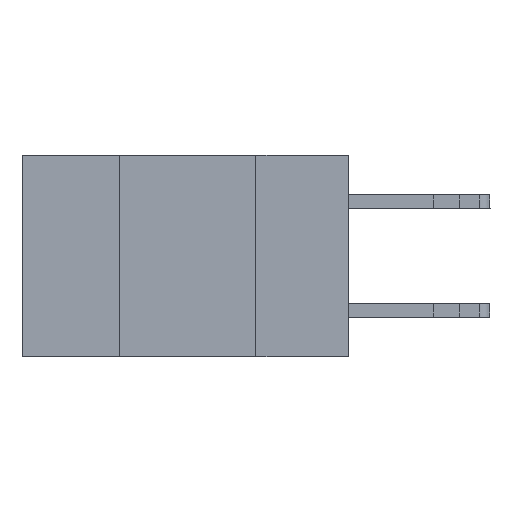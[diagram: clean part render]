
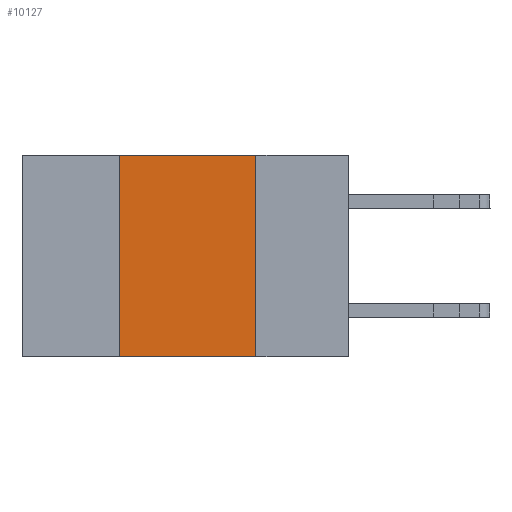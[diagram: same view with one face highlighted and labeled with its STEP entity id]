
A CAD part, left-side view. The second image highlights one B-rep face of the part: STEP entity #10127.
In plain terms, the highlighted planar face has unit normal (-1, 0, 0).
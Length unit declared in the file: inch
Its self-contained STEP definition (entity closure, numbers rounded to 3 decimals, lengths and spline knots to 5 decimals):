
#2767 = EDGE_LOOP ( 'NONE', ( #10903, #10237, #8704, #5332 ) ) ;
#2974 = CARTESIAN_POINT ( 'NONE',  ( 0., 0.6, -0.37 ) ) ;
#3051 = CARTESIAN_POINT ( 'NONE',  ( 0., 0.17, 0. ) ) ;
#3135 = CARTESIAN_POINT ( 'NONE',  ( 0., 0.17, -0.37 ) ) ;
#3398 = EDGE_CURVE ( 'NONE', #7595, #12155, #7430, .T. ) ;
#3421 = DIRECTION ( 'NONE',  ( 0., -1., 0. ) ) ;
#3684 = EDGE_CURVE ( 'NONE', #11098, #6812, #4035, .T. ) ;
#4000 = LINE ( 'NONE', #3051, #10635 ) ;
#4035 = LINE ( 'NONE', #2974, #11673 ) ;
#4435 = PLANE ( 'NONE',  #12069 ) ;
#4741 = CARTESIAN_POINT ( 'NONE',  ( 0., 0.42, 0. ) ) ;
#5165 = VECTOR ( 'NONE', #3421, 39.37008 ) ;
#5332 = ORIENTED_EDGE ( 'NONE', *, *, #3684, .T. ) ;
#6812 = VERTEX_POINT ( 'NONE', #3135 ) ;
#6911 = DIRECTION ( 'NONE',  ( 0., 0., -1. ) ) ;
#7297 = EDGE_CURVE ( 'NONE', #12155, #6812, #4000, .T. ) ;
#7374 = VECTOR ( 'NONE', #11108, 39.37008 ) ;
#7430 = LINE ( 'NONE', #10363, #5165 ) ;
#7595 = VERTEX_POINT ( 'NONE', #4741 ) ;
#8052 = EDGE_CURVE ( 'NONE', #11098, #7595, #8163, .T. ) ;
#8094 = CARTESIAN_POINT ( 'NONE',  ( 0., 0.6, 0. ) ) ;
#8163 = LINE ( 'NONE', #12115, #7374 ) ;
#8228 = DIRECTION ( 'NONE',  ( 1., 0., 0. ) ) ;
#8704 = ORIENTED_EDGE ( 'NONE', *, *, #8052, .F. ) ;
#9456 = CARTESIAN_POINT ( 'NONE',  ( 0., 0.42, -0.37 ) ) ;
#9918 = CARTESIAN_POINT ( 'NONE',  ( 0., 0.17, 0. ) ) ;
#10127 = ADVANCED_FACE ( 'NONE', ( #10713 ), #4435, .F. ) ;
#10237 = ORIENTED_EDGE ( 'NONE', *, *, #3398, .F. ) ;
#10363 = CARTESIAN_POINT ( 'NONE',  ( 0., 0.6, 0. ) ) ;
#10635 = VECTOR ( 'NONE', #6911, 39.37008 ) ;
#10713 = FACE_OUTER_BOUND ( 'NONE', #2767, .T. ) ;
#10744 = DIRECTION ( 'NONE',  ( 0., -1., 0. ) ) ;
#10903 = ORIENTED_EDGE ( 'NONE', *, *, #7297, .F. ) ;
#11098 = VERTEX_POINT ( 'NONE', #9456 ) ;
#11108 = DIRECTION ( 'NONE',  ( 0., 0., 1. ) ) ;
#11673 = VECTOR ( 'NONE', #10744, 39.37008 ) ;
#12032 = DIRECTION ( 'NONE',  ( 0., 0., -1. ) ) ;
#12069 = AXIS2_PLACEMENT_3D ( 'NONE', #8094, #8228, #12032 ) ;
#12115 = CARTESIAN_POINT ( 'NONE',  ( 0., 0.42, 0. ) ) ;
#12155 = VERTEX_POINT ( 'NONE', #9918 ) ;
